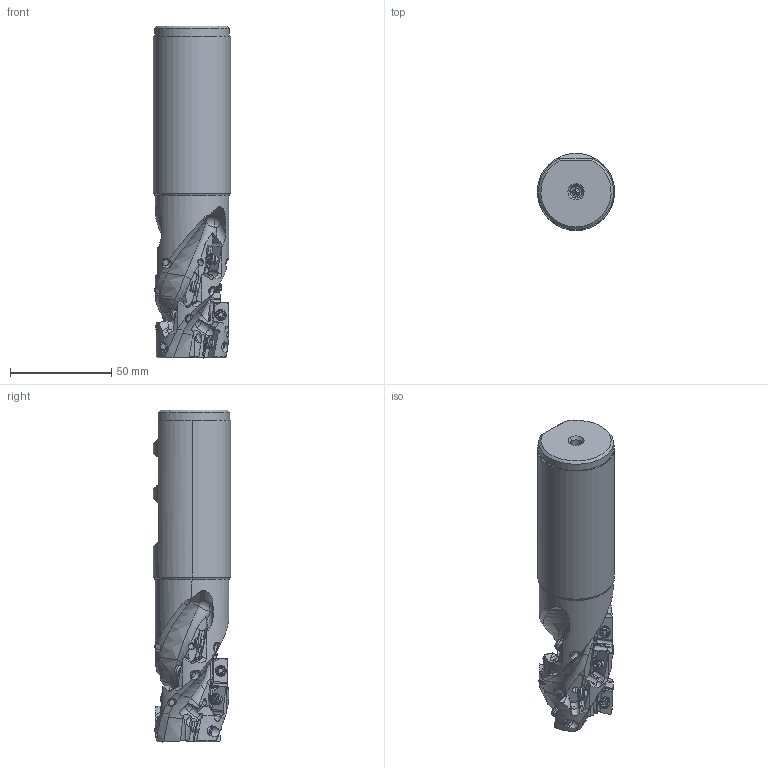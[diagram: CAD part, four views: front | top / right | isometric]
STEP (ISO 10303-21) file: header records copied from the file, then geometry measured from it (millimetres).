
FILE_DESCRIPTION(/* description */ (''),/* implementation_level */ '2;1');
FILE_NAME(/* name */ 'APX4KUR2412WA24S35A.stp',/* time_stamp */ '2021-09-08T11:42:55+09:00',/* author */ (''),/* organization */ (''),/* preprocessor_version */ 'ST-DEVELOPER v16',/* originating_system */ 'SIEMENS PLM Software NX 10.0',/* authorisation */ '');
FILE_SCHEMA (('AUTOMOTIVE_DESIGN { 1 0 10303 214 3 1 1 1 }'));
Products named in the file (1): APX4KUR2412WA24S35A_ASM_8_ASM_1_ASM
Bounding box: 38.1 x 38.1 x 164.1 mm (x, y, z)
Volume: 138884.7 mm3; surface area: 29223.5 mm2
Topology: 13 solids, 13 shells, 990 faces, 3071 edges, 2131 vertices
Faces by surface type: cylinder 429, plane 327, cone 127, bspline 54, sphere 27, torus 26
Entity records: 48548 total; most frequent: CARTESIAN_POINT 20990, ORIENTED_EDGE 6096, DIRECTION 5450, EDGE_CURVE 3048, AXIS2_PLACEMENT_3D 2228, VERTEX_POINT 2076, CIRCLE 1036, EDGE_LOOP 1024
